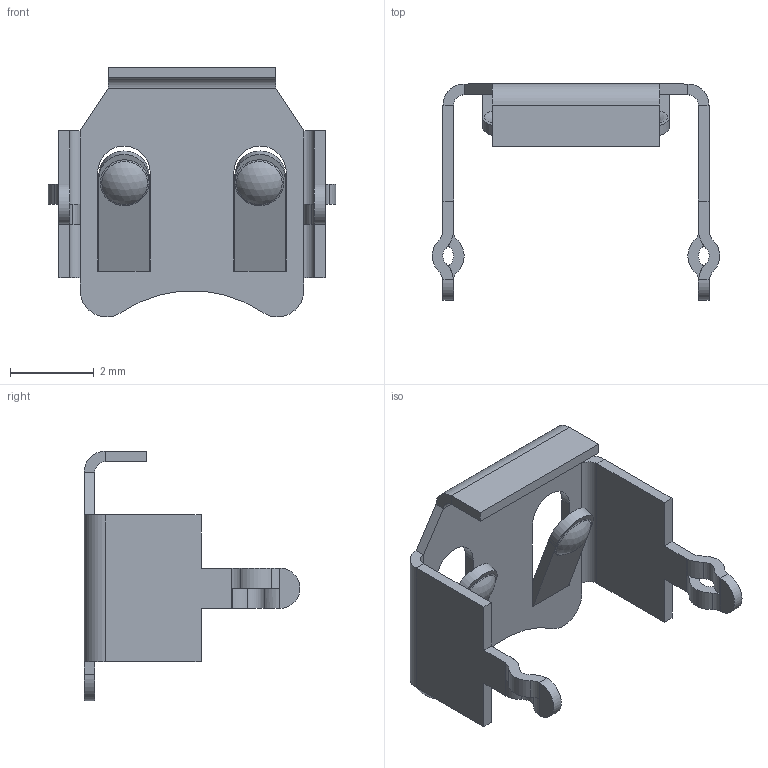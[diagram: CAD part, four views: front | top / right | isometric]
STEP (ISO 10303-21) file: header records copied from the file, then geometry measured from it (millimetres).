
FILE_DESCRIPTION (( 'STEP AP214' ), '1' );
FILE_NAME ('2987.STEP', '2018-08-14T14:28:01', ( '' ), ( '' ), 'SwSTEP 2.0', 'SolidWorks 2013', '' );
FILE_SCHEMA (( 'AUTOMOTIVE_DESIGN' ));
Length unit declared in the file: inch
Products named in the file (1): 2987
Bounding box: 6.86 x 5.16 x 5.96 mm (x, y, z)
Volume: 14.7 mm3; surface area: 135.7 mm2
Topology: 2 solids, 2 shells, 137 faces, 344 edges, 208 vertices
Faces by surface type: plane 78, cylinder 51, sphere 4, torus 4
Entity records: 4224 total; most frequent: DIRECTION 726, CARTESIAN_POINT 684, ORIENTED_EDGE 672, EDGE_CURVE 336, AXIS2_PLACEMENT_3D 254, LINE 218, VECTOR 218, VERTEX_POINT 204
